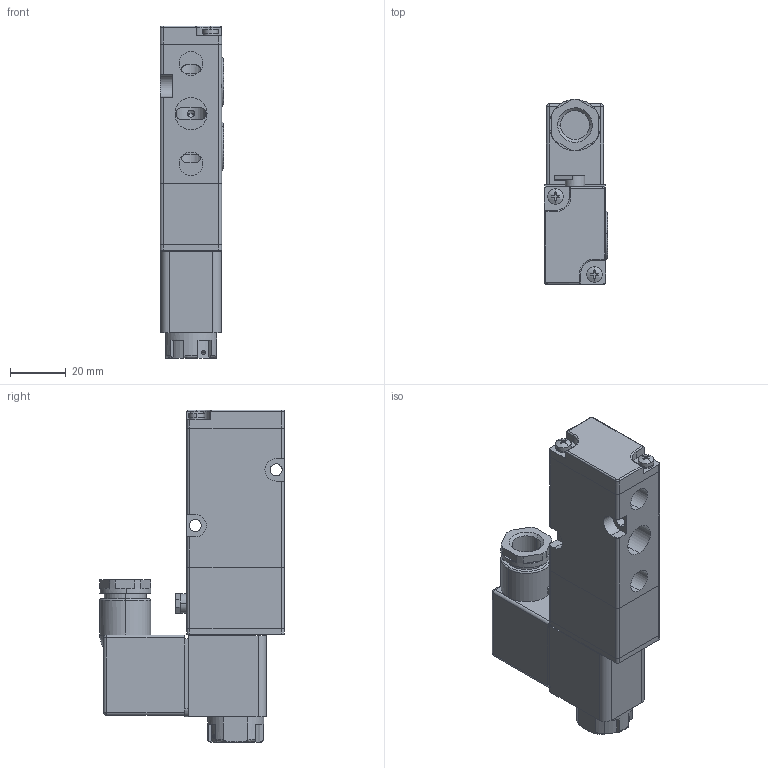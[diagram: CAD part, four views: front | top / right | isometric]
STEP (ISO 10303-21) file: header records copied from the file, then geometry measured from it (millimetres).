
FILE_DESCRIPTION (( 'STEP AP203' ), '1' );
FILE_NAME ('4V210-08B.STEP', '2017-12-05T17:21:28', ( '' ), ( '' ), 'SwSTEP 2.0', 'SolidWorks 2016', '' );
FILE_SCHEMA (( 'CONFIG_CONTROL_DESIGN' ));
Length unit declared in the file: millimetre
Products named in the file (1): 4V210-08B
Bounding box: 22.7 x 66.4 x 119.2 mm (x, y, z)
Volume: 91527.9 mm3; surface area: 35927.1 mm2
Topology: 19 solids, 19 shells, 450 faces, 1140 edges, 731 vertices
Faces by surface type: plane 207, cylinder 185, bspline 34, cone 24
Entity records: 14596 total; most frequent: CARTESIAN_POINT 3728, DIRECTION 2262, ORIENTED_EDGE 2256, EDGE_CURVE 1128, AXIS2_PLACEMENT_3D 850, VERTEX_POINT 731, LINE 562, VECTOR 562
